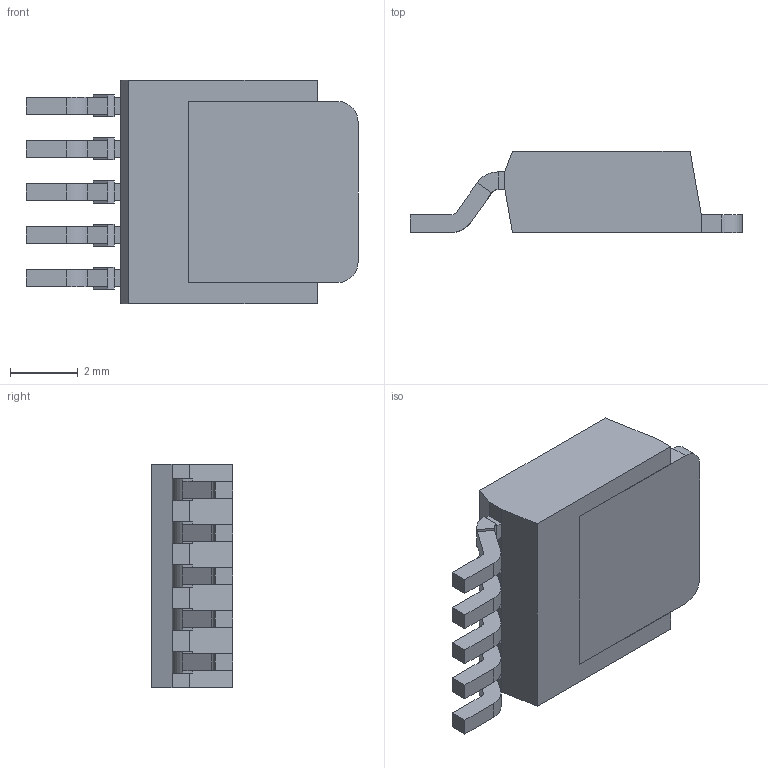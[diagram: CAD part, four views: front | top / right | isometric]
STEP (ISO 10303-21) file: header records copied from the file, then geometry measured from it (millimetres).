
FILE_DESCRIPTION (( 'STEP AP214' ), '1' );
FILE_NAME ('XL7015.STEP', '2025-02-25T13:45:00', ( 'LENOVO' ), ( '' ), 'SwSTEP 2.0', 'SolidWorks 2021', '' );
FILE_SCHEMA (( 'AUTOMOTIVE_DESIGN' ));
Length unit declared in the file: millimetre
Products named in the file (1): XL7015
Bounding box: 9.8 x 2.4 x 6.6 mm (x, y, z)
Volume: 96.3 mm3; surface area: 236.7 mm2
Topology: 7 solids, 7 shells, 132 faces, 312 edges, 194 vertices
Faces by surface type: plane 110, cylinder 22
Entity records: 3792 total; most frequent: CARTESIAN_POINT 639, ORIENTED_EDGE 624, DIRECTION 622, EDGE_CURVE 312, LINE 268, VECTOR 268, VERTEX_POINT 194, AXIS2_PLACEMENT_3D 177
